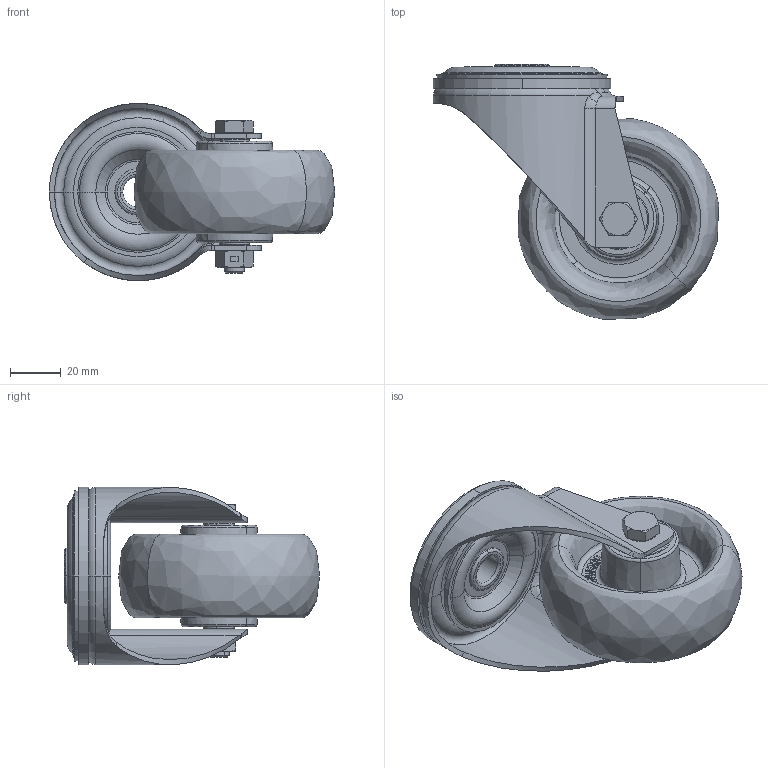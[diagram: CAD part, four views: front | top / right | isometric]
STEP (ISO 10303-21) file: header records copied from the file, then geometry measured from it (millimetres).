
FILE_DESCRIPTION (( 'STEP AP214' ), '1' );
FILE_NAME ('0056048.step', '2023-06-20T09:58:47', ( '' ), ( '' ), 'SwSTEP 2.0', 'SolidWorks 2020', '' );
FILE_SCHEMA (( 'AUTOMOTIVE_DESIGN' ));
Length unit declared in the file: millimetre
Products named in the file (1): 0056048
Bounding box: 112.58 x 100.62 x 70 mm (x, y, z)
Volume: 155254.1 mm3; surface area: 71284.3 mm2
Topology: 9 solids, 10 shells, 447 faces, 1042 edges, 640 vertices
Faces by surface type: plane 175, torus 84, cylinder 65, bspline 63, cone 60
Entity records: 21509 total; most frequent: CARTESIAN_POINT 6564, ORIENTED_EDGE 2084, DIRECTION 1987, EDGE_CURVE 1042, AXIS2_PLACEMENT_3D 759, VERTEX_POINT 640, EDGE_LOOP 494, VECTOR 469
